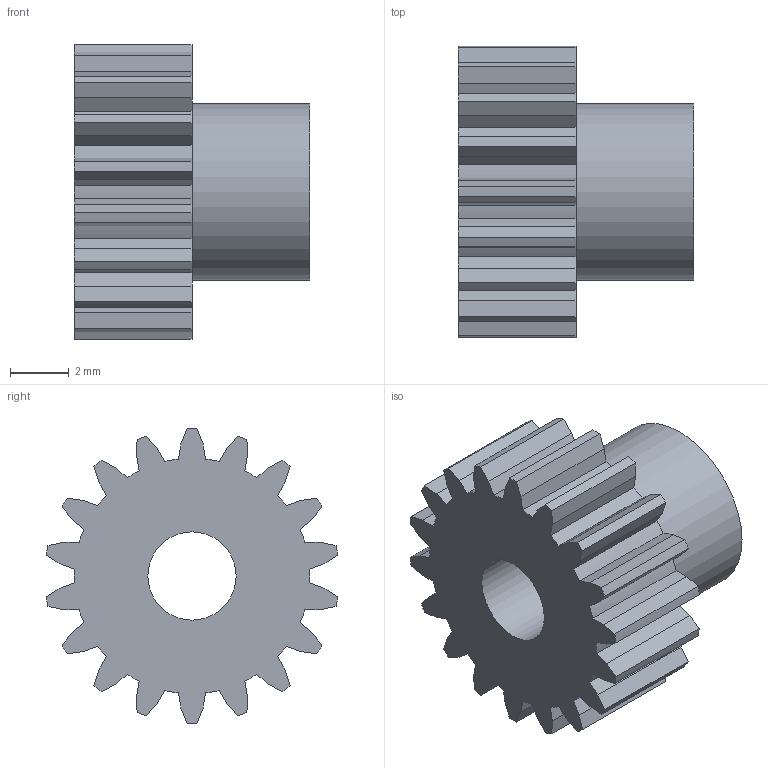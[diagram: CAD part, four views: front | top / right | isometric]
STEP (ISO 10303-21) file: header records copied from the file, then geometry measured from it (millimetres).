
FILE_DESCRIPTION(/* description */ (''),/* implementation_level */ '2;1');
FILE_NAME(/* name */ 'Ritzel z=18_ipt_1e20207.STEP',/* time_stamp */ '2021-11-25T11:05:19-03:00',/* author */ ('rYan'),/* organization */ (''),/* preprocessor_version */ 'ST-DEVELOPER v18.1',/* originating_system */ 'Autodesk Inventor 2020',/* authorisation */ '');
FILE_SCHEMA (('AUTOMOTIVE_DESIGN { 1 0 10303 214 3 1 1 }'));
Length unit declared in the file: millimetre
Products named in the file (1): gear_z18_21101800_di3
Bounding box: 8 x 9.9 x 10 mm (x, y, z)
Volume: 307.3 mm3; surface area: 474 mm2
Topology: 1 solids, 1 shells, 113 faces, 330 edges, 220 vertices
Faces by surface type: plane 75, cylinder 38
Full cylindrical faces by diameter (mm): 3 x1, 6 x1
Entity records: 3794 total; most frequent: CARTESIAN_POINT 664, ORIENTED_EDGE 660, DIRECTION 634, EDGE_CURVE 330, LINE 254, VECTOR 254, VERTEX_POINT 220, AXIS2_PLACEMENT_3D 190
